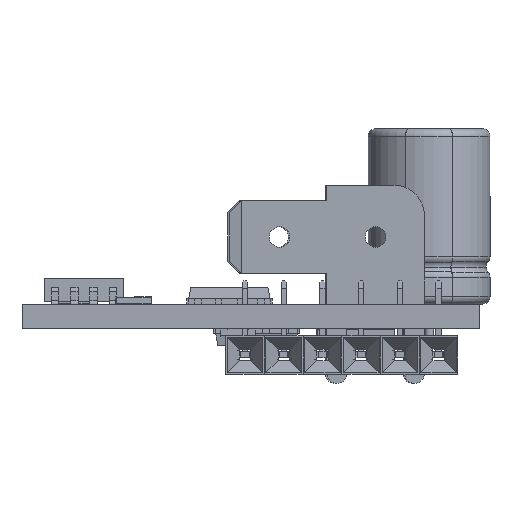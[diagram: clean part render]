
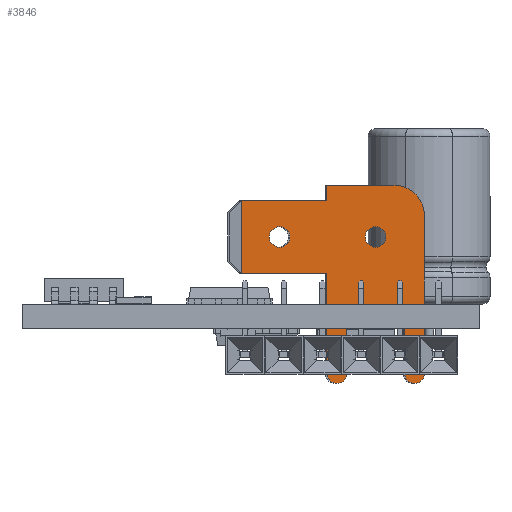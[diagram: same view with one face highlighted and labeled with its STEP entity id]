
A CAD part, front view. The second image highlights one B-rep face of the part: STEP entity #3846.
In plain terms, the highlighted face is planar.
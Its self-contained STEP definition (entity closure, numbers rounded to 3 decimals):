
#3802 = VERTEX_POINT('',#3803);
#3803 = CARTESIAN_POINT('',(5.625,4.4,-0.5));
#3809 = EDGE_CURVE('',#3810,#3802,#3812,.T.);
#3810 = VERTEX_POINT('',#3811);
#3811 = CARTESIAN_POINT('',(6.975,4.4,-0.5));
#3812 = CIRCLE('',#3813,0.675);
#3813 = AXIS2_PLACEMENT_3D('',#3814,#3815,#3816);
#3814 = CARTESIAN_POINT('',(6.3,4.4,-0.5));
#3815 = DIRECTION('',(0.,0.,-1.));
#3816 = DIRECTION('',(1.,0.,0.));
#3834 = EDGE_CURVE('',#3802,#3810,#3835,.T.);
#3835 = CIRCLE('',#3836,0.675);
#3836 = AXIS2_PLACEMENT_3D('',#3837,#3838,#3839);
#3837 = CARTESIAN_POINT('',(6.3,4.4,-0.5));
#3838 = DIRECTION('',(0.,0.,-1.));
#3839 = DIRECTION('',(-1.,0.,0.));
#3846 = ADVANCED_FACE('',(#3847,#3956,#3960),#3980,.F.);
#3847 = FACE_BOUND('',#3848,.T.);
#3848 = EDGE_LOOP('',(#3849,#3859,#3867,#3876,#3884,#3892,#3900,#3909,
    #3917,#3926,#3934,#3942,#3950));
#3849 = ORIENTED_EDGE('',*,*,#3850,.F.);
#3850 = EDGE_CURVE('',#3851,#3853,#3855,.T.);
#3851 = VERTEX_POINT('',#3852);
#3852 = CARTESIAN_POINT('',(3.2,2.,-0.5));
#3853 = VERTEX_POINT('',#3854);
#3854 = CARTESIAN_POINT('',(8.8,2.,-0.5));
#3855 = LINE('',#3856,#3857);
#3856 = CARTESIAN_POINT('',(3.2,2.,-0.5));
#3857 = VECTOR('',#3858,1.);
#3858 = DIRECTION('',(1.,0.,0.));
#3859 = ORIENTED_EDGE('',*,*,#3860,.F.);
#3860 = EDGE_CURVE('',#3861,#3851,#3863,.T.);
#3861 = VERTEX_POINT('',#3862);
#3862 = CARTESIAN_POINT('',(3.2,-4.55,-0.5));
#3863 = LINE('',#3864,#3865);
#3864 = CARTESIAN_POINT('',(3.2,-4.55,-0.5));
#3865 = VECTOR('',#3866,1.);
#3866 = DIRECTION('',(0.,1.,0.));
#3867 = ORIENTED_EDGE('',*,*,#3868,.F.);
#3868 = EDGE_CURVE('',#3869,#3861,#3871,.T.);
#3869 = VERTEX_POINT('',#3870);
#3870 = CARTESIAN_POINT('',(1.9,-4.55,-0.5));
#3871 = CIRCLE('',#3872,0.65);
#3872 = AXIS2_PLACEMENT_3D('',#3873,#3874,#3875);
#3873 = CARTESIAN_POINT('',(2.55,-4.55,-0.5));
#3874 = DIRECTION('',(0.,0.,1.));
#3875 = DIRECTION('',(-1.,0.,0.));
#3876 = ORIENTED_EDGE('',*,*,#3877,.F.);
#3877 = EDGE_CURVE('',#3878,#3869,#3880,.T.);
#3878 = VERTEX_POINT('',#3879);
#3879 = CARTESIAN_POINT('',(1.9,0.,-0.5));
#3880 = LINE('',#3881,#3882);
#3881 = CARTESIAN_POINT('',(1.9,0.,-0.5));
#3882 = VECTOR('',#3883,1.);
#3883 = DIRECTION('',(0.,-1.,0.));
#3884 = ORIENTED_EDGE('',*,*,#3885,.F.);
#3885 = EDGE_CURVE('',#3886,#3878,#3888,.T.);
#3886 = VERTEX_POINT('',#3887);
#3887 = CARTESIAN_POINT('',(-1.9,0.,-0.5));
#3888 = LINE('',#3889,#3890);
#3889 = CARTESIAN_POINT('',(-1.9,0.,-0.5));
#3890 = VECTOR('',#3891,1.);
#3891 = DIRECTION('',(1.,0.,0.));
#3892 = ORIENTED_EDGE('',*,*,#3893,.F.);
#3893 = EDGE_CURVE('',#3894,#3886,#3896,.T.);
#3894 = VERTEX_POINT('',#3895);
#3895 = CARTESIAN_POINT('',(-1.9,-4.55,-0.5));
#3896 = LINE('',#3897,#3898);
#3897 = CARTESIAN_POINT('',(-1.9,-4.55,-0.5));
#3898 = VECTOR('',#3899,1.);
#3899 = DIRECTION('',(0.,1.,0.));
#3900 = ORIENTED_EDGE('',*,*,#3901,.F.);
#3901 = EDGE_CURVE('',#3902,#3894,#3904,.T.);
#3902 = VERTEX_POINT('',#3903);
#3903 = CARTESIAN_POINT('',(-3.2,-4.55,-0.5));
#3904 = CIRCLE('',#3905,0.65);
#3905 = AXIS2_PLACEMENT_3D('',#3906,#3907,#3908);
#3906 = CARTESIAN_POINT('',(-2.55,-4.55,-0.5));
#3907 = DIRECTION('',(0.,0.,1.));
#3908 = DIRECTION('',(-1.,0.,0.));
#3909 = ORIENTED_EDGE('',*,*,#3910,.F.);
#3910 = EDGE_CURVE('',#3911,#3902,#3913,.T.);
#3911 = VERTEX_POINT('',#3912);
#3912 = CARTESIAN_POINT('',(-3.2,5.8,-0.5));
#3913 = LINE('',#3914,#3915);
#3914 = CARTESIAN_POINT('',(-3.2,5.8,-0.5));
#3915 = VECTOR('',#3916,1.);
#3916 = DIRECTION('',(0.,-1.,0.));
#3917 = ORIENTED_EDGE('',*,*,#3918,.F.);
#3918 = EDGE_CURVE('',#3919,#3911,#3921,.T.);
#3919 = VERTEX_POINT('',#3920);
#3920 = CARTESIAN_POINT('',(-1.2,7.8,-0.5));
#3921 = CIRCLE('',#3922,2.);
#3922 = AXIS2_PLACEMENT_3D('',#3923,#3924,#3925);
#3923 = CARTESIAN_POINT('',(-1.2,5.8,-0.5));
#3924 = DIRECTION('',(0.,0.,1.));
#3925 = DIRECTION('',(0.,1.,0.));
#3926 = ORIENTED_EDGE('',*,*,#3927,.F.);
#3927 = EDGE_CURVE('',#3928,#3919,#3930,.T.);
#3928 = VERTEX_POINT('',#3929);
#3929 = CARTESIAN_POINT('',(3.2,7.8,-0.5));
#3930 = LINE('',#3931,#3932);
#3931 = CARTESIAN_POINT('',(3.2,7.8,-0.5));
#3932 = VECTOR('',#3933,1.);
#3933 = DIRECTION('',(-1.,0.,0.));
#3934 = ORIENTED_EDGE('',*,*,#3935,.F.);
#3935 = EDGE_CURVE('',#3936,#3928,#3938,.T.);
#3936 = VERTEX_POINT('',#3937);
#3937 = CARTESIAN_POINT('',(3.2,6.8,-0.5));
#3938 = LINE('',#3939,#3940);
#3939 = CARTESIAN_POINT('',(3.2,6.8,-0.5));
#3940 = VECTOR('',#3941,1.);
#3941 = DIRECTION('',(0.,1.,0.));
#3942 = ORIENTED_EDGE('',*,*,#3943,.F.);
#3943 = EDGE_CURVE('',#3944,#3936,#3946,.T.);
#3944 = VERTEX_POINT('',#3945);
#3945 = CARTESIAN_POINT('',(8.8,6.8,-0.5));
#3946 = LINE('',#3947,#3948);
#3947 = CARTESIAN_POINT('',(8.8,6.8,-0.5));
#3948 = VECTOR('',#3949,1.);
#3949 = DIRECTION('',(-1.,0.,0.));
#3950 = ORIENTED_EDGE('',*,*,#3951,.T.);
#3951 = EDGE_CURVE('',#3944,#3853,#3952,.T.);
#3952 = LINE('',#3953,#3954);
#3953 = CARTESIAN_POINT('',(8.8,6.8,-0.5));
#3954 = VECTOR('',#3955,1.);
#3955 = DIRECTION('',(0.,-1.,0.));
#3956 = FACE_BOUND('',#3957,.T.);
#3957 = EDGE_LOOP('',(#3958,#3959));
#3958 = ORIENTED_EDGE('',*,*,#3834,.F.);
#3959 = ORIENTED_EDGE('',*,*,#3809,.F.);
#3960 = FACE_BOUND('',#3961,.T.);
#3961 = EDGE_LOOP('',(#3962,#3973));
#3962 = ORIENTED_EDGE('',*,*,#3963,.F.);
#3963 = EDGE_CURVE('',#3964,#3966,#3968,.T.);
#3964 = VERTEX_POINT('',#3965);
#3965 = CARTESIAN_POINT('',(-0.675,4.4,-0.5));
#3966 = VERTEX_POINT('',#3967);
#3967 = CARTESIAN_POINT('',(0.675,4.4,-0.5));
#3968 = CIRCLE('',#3969,0.675);
#3969 = AXIS2_PLACEMENT_3D('',#3970,#3971,#3972);
#3970 = CARTESIAN_POINT('',(0.,4.4,-0.5));
#3971 = DIRECTION('',(0.,0.,-1.));
#3972 = DIRECTION('',(-1.,0.,0.));
#3973 = ORIENTED_EDGE('',*,*,#3974,.F.);
#3974 = EDGE_CURVE('',#3966,#3964,#3975,.T.);
#3975 = CIRCLE('',#3976,0.675);
#3976 = AXIS2_PLACEMENT_3D('',#3977,#3978,#3979);
#3977 = CARTESIAN_POINT('',(0.,4.4,-0.5));
#3978 = DIRECTION('',(0.,0.,-1.));
#3979 = DIRECTION('',(1.,0.,0.));
#3980 = PLANE('',#3981);
#3981 = AXIS2_PLACEMENT_3D('',#3982,#3983,#3984);
#3982 = CARTESIAN_POINT('',(0.,0.,-0.5));
#3983 = DIRECTION('',(0.,0.,1.));
#3984 = DIRECTION('',(1.,0.,0.));
